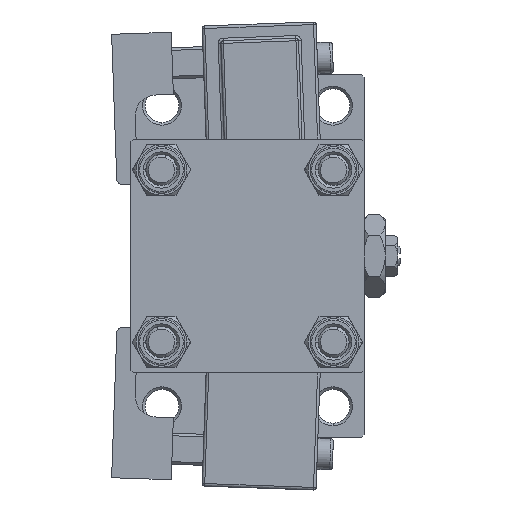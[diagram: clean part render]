
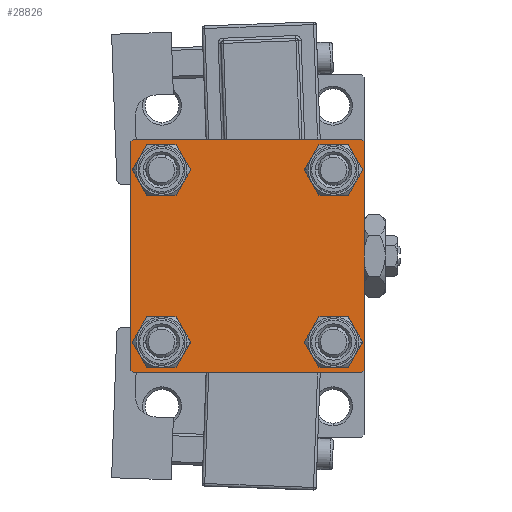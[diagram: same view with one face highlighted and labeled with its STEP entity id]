
A CAD part, left-side view. The second image highlights one B-rep face of the part: STEP entity #28826.
In plain terms, the highlighted planar face has unit normal (-1, 0, 0).
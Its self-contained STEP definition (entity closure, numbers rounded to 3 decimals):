
#362 = EDGE_CURVE ( 'NONE', #18412, #21911, #19760, .T. ) ;
#525 = DIRECTION ( 'NONE',  ( 0., 0., 1. ) ) ;
#1607 = EDGE_CURVE ( 'NONE', #26005, #11358, #32422, .T. ) ;
#2125 = DIRECTION ( 'NONE',  ( 0., -0.707, -0.707 ) ) ;
#3412 = VERTEX_POINT ( 'NONE', #51516 ) ;
#4283 = CARTESIAN_POINT ( 'NONE',  ( 0., -16.6, -16.6 ) ) ;
#4327 = DIRECTION ( 'NONE',  ( 0., 0., -1. ) ) ;
#4421 = DIRECTION ( 'NONE',  ( 1., 0., 0. ) ) ;
#4714 = EDGE_CURVE ( 'NONE', #38264, #19310, #43158, .T. ) ;
#5138 = CARTESIAN_POINT ( 'NONE',  ( 0., -22.5, 22. ) ) ;
#5153 = CARTESIAN_POINT ( 'NONE',  ( 0., 22.25, 22.25 ) ) ;
#5379 = VERTEX_POINT ( 'NONE', #46134 ) ;
#5422 = CARTESIAN_POINT ( 'NONE',  ( 0., 22.5, 22.5 ) ) ;
#6051 = AXIS2_PLACEMENT_3D ( 'NONE', #37268, #25199, #41546 ) ;
#6100 = AXIS2_PLACEMENT_3D ( 'NONE', #12072, #16099, #525 ) ;
#6612 = LINE ( 'NONE', #47068, #27187 ) ;
#6892 = LINE ( 'NONE', #21451, #52910 ) ;
#7273 = FACE_OUTER_BOUND ( 'NONE', #31661, .T. ) ;
#7647 = VECTOR ( 'NONE', #37951, 1000. ) ;
#7801 = CARTESIAN_POINT ( 'NONE',  ( 0., 0., 0. ) ) ;
#8334 = CARTESIAN_POINT ( 'NONE',  ( 0., -22.5, 22.5 ) ) ;
#8696 = EDGE_CURVE ( 'NONE', #19310, #5379, #25978, .T. ) ;
#8697 = EDGE_CURVE ( 'NONE', #47174, #50785, #30006, .T. ) ;
#10355 = CARTESIAN_POINT ( 'NONE',  ( 0., -16.6, 20.1 ) ) ;
#11278 = DIRECTION ( 'NONE',  ( 0., 0., 1. ) ) ;
#11358 = VERTEX_POINT ( 'NONE', #45924 ) ;
#11568 = DIRECTION ( 'NONE',  ( -1., 0., 0. ) ) ;
#12072 = CARTESIAN_POINT ( 'NONE',  ( 0., 16.6, 16.6 ) ) ;
#12090 = VERTEX_POINT ( 'NONE', #46819 ) ;
#13195 = AXIS2_PLACEMENT_3D ( 'NONE', #4283, #16877, #32950 ) ;
#13212 = DIRECTION ( 'NONE',  ( 0., 0., 1. ) ) ;
#13438 = CIRCLE ( 'NONE', #31402, 3.5 ) ;
#14179 = CARTESIAN_POINT ( 'NONE',  ( 0., -16.6, -13.1 ) ) ;
#14448 = VECTOR ( 'NONE', #42380, 1000. ) ;
#14944 = DIRECTION ( 'NONE',  ( 0., 0.707, 0.707 ) ) ;
#15304 = EDGE_CURVE ( 'NONE', #50785, #47174, #51895, .T. ) ;
#16099 = DIRECTION ( 'NONE',  ( 1., 0., 0. ) ) ;
#16112 = FACE_BOUND ( 'NONE', #20874, .T. ) ;
#16877 = DIRECTION ( 'NONE',  ( 1., 0., 0. ) ) ;
#17655 = CARTESIAN_POINT ( 'NONE',  ( 0., 22., 22.5 ) ) ;
#18412 = VERTEX_POINT ( 'NONE', #26987 ) ;
#18795 = EDGE_CURVE ( 'NONE', #32245, #12090, #13438, .T. ) ;
#18892 = CIRCLE ( 'NONE', #42834, 3.5 ) ;
#19310 = VERTEX_POINT ( 'NONE', #41021 ) ;
#19319 = DIRECTION ( 'NONE',  ( 0., 0., 1. ) ) ;
#19743 = AXIS2_PLACEMENT_3D ( 'NONE', #21953, #26763, #30520 ) ;
#19760 = LINE ( 'NONE', #40406, #31509 ) ;
#19930 = ORIENTED_EDGE ( 'NONE', *, *, #35132, .T. ) ;
#20340 = EDGE_CURVE ( 'NONE', #48879, #40195, #6612, .T. ) ;
#20579 = VECTOR ( 'NONE', #2125, 1000. ) ;
#20874 = EDGE_LOOP ( 'NONE', ( #50901, #28723 ) ) ;
#21028 = EDGE_LOOP ( 'NONE', ( #30955, #21369 ) ) ;
#21369 = ORIENTED_EDGE ( 'NONE', *, *, #15304, .T. ) ;
#21451 = CARTESIAN_POINT ( 'NONE',  ( 0., -22.25, 22.25 ) ) ;
#21487 = DIRECTION ( 'NONE',  ( 0., 0.707, -0.707 ) ) ;
#21702 = ORIENTED_EDGE ( 'NONE', *, *, #20340, .F. ) ;
#21852 = DIRECTION ( 'NONE',  ( 0., 0., 1. ) ) ;
#21911 = VERTEX_POINT ( 'NONE', #40752 ) ;
#21953 = CARTESIAN_POINT ( 'NONE',  ( 0., 16.6, -16.6 ) ) ;
#22245 = VECTOR ( 'NONE', #4327, 1000. ) ;
#22481 = CARTESIAN_POINT ( 'NONE',  ( 0., 22.25, -22.25 ) ) ;
#22532 = DIRECTION ( 'NONE',  ( 1., 0., 0. ) ) ;
#23329 = CARTESIAN_POINT ( 'NONE',  ( 0., -16.6, 16.6 ) ) ;
#24044 = DIRECTION ( 'NONE',  ( 0., -0.707, 0.707 ) ) ;
#24220 = VERTEX_POINT ( 'NONE', #5138 ) ;
#24394 = PLANE ( 'NONE',  #39410 ) ;
#24768 = CARTESIAN_POINT ( 'NONE',  ( 0., 16.6, -16.6 ) ) ;
#24890 = CIRCLE ( 'NONE', #6100, 3.5 ) ;
#24988 = DIRECTION ( 'NONE',  ( 1., 0., 0. ) ) ;
#25199 = DIRECTION ( 'NONE',  ( 1., 0., 0. ) ) ;
#25449 = EDGE_CURVE ( 'NONE', #11358, #26005, #18892, .T. ) ;
#25777 = ORIENTED_EDGE ( 'NONE', *, *, #51059, .T. ) ;
#25978 = LINE ( 'NONE', #22481, #20579 ) ;
#26005 = VERTEX_POINT ( 'NONE', #10355 ) ;
#26136 = DIRECTION ( 'NONE',  ( 1., 0., 0. ) ) ;
#26763 = DIRECTION ( 'NONE',  ( 1., 0., 0. ) ) ;
#26974 = EDGE_CURVE ( 'NONE', #3412, #52338, #24890, .T. ) ;
#26987 = CARTESIAN_POINT ( 'NONE',  ( 0., -22., -22.5 ) ) ;
#27187 = VECTOR ( 'NONE', #30995, 1000. ) ;
#28723 = ORIENTED_EDGE ( 'NONE', *, *, #26974, .T. ) ;
#28826 = ADVANCED_FACE ( 'NONE', ( #35961, #35690, #32452, #16112, #7273 ), #24394, .T. ) ;
#29323 = DIRECTION ( 'NONE',  ( 0., 0., 1. ) ) ;
#29519 = LINE ( 'NONE', #5153, #52599 ) ;
#30006 = CIRCLE ( 'NONE', #19743, 3.5 ) ;
#30520 = DIRECTION ( 'NONE',  ( 0., 0., 1. ) ) ;
#30955 = ORIENTED_EDGE ( 'NONE', *, *, #8697, .T. ) ;
#30995 = DIRECTION ( 'NONE',  ( 0., -1., 0. ) ) ;
#31402 = AXIS2_PLACEMENT_3D ( 'NONE', #50527, #26136, #21852 ) ;
#31456 = EDGE_LOOP ( 'NONE', ( #37289, #47342 ) ) ;
#31509 = VECTOR ( 'NONE', #24044, 1000. ) ;
#31542 = AXIS2_PLACEMENT_3D ( 'NONE', #41864, #24988, #13212 ) ;
#31661 = EDGE_LOOP ( 'NONE', ( #37091, #40826, #19930, #49081, #41907, #34615, #21702, #25777 ) ) ;
#31948 = LINE ( 'NONE', #8334, #22245 ) ;
#32245 = VERTEX_POINT ( 'NONE', #14179 ) ;
#32422 = CIRCLE ( 'NONE', #31542, 3.5 ) ;
#32452 = FACE_BOUND ( 'NONE', #21028, .T. ) ;
#32950 = DIRECTION ( 'NONE',  ( 0., 0., 1. ) ) ;
#34615 = ORIENTED_EDGE ( 'NONE', *, *, #34832, .T. ) ;
#34777 = CARTESIAN_POINT ( 'NONE',  ( 0., 22.5, 22. ) ) ;
#34832 = EDGE_CURVE ( 'NONE', #24220, #40195, #6892, .T. ) ;
#35132 = EDGE_CURVE ( 'NONE', #5379, #18412, #45692, .T. ) ;
#35690 = FACE_BOUND ( 'NONE', #40549, .T. ) ;
#35961 = FACE_BOUND ( 'NONE', #31456, .T. ) ;
#36811 = CARTESIAN_POINT ( 'NONE',  ( 0., 16.6, 20.1 ) ) ;
#37091 = ORIENTED_EDGE ( 'NONE', *, *, #4714, .T. ) ;
#37130 = CIRCLE ( 'NONE', #13195, 3.5 ) ;
#37268 = CARTESIAN_POINT ( 'NONE',  ( 0., 16.6, 16.6 ) ) ;
#37289 = ORIENTED_EDGE ( 'NONE', *, *, #1607, .T. ) ;
#37681 = CARTESIAN_POINT ( 'NONE',  ( 0., 22.5, -22.5 ) ) ;
#37951 = DIRECTION ( 'NONE',  ( 0., -1., 0. ) ) ;
#37957 = EDGE_CURVE ( 'NONE', #52338, #3412, #47110, .T. ) ;
#38264 = VERTEX_POINT ( 'NONE', #34777 ) ;
#39410 = AXIS2_PLACEMENT_3D ( 'NONE', #7801, #11568, #19319 ) ;
#39975 = EDGE_CURVE ( 'NONE', #24220, #21911, #31948, .T. ) ;
#40195 = VERTEX_POINT ( 'NONE', #43922 ) ;
#40406 = CARTESIAN_POINT ( 'NONE',  ( 0., -22.25, -22.25 ) ) ;
#40549 = EDGE_LOOP ( 'NONE', ( #45099, #49930 ) ) ;
#40752 = CARTESIAN_POINT ( 'NONE',  ( 0., -22.5, -22. ) ) ;
#40788 = CARTESIAN_POINT ( 'NONE',  ( 0., 16.6, -20.1 ) ) ;
#40826 = ORIENTED_EDGE ( 'NONE', *, *, #8696, .T. ) ;
#41021 = CARTESIAN_POINT ( 'NONE',  ( 0., 22.5, -22. ) ) ;
#41546 = DIRECTION ( 'NONE',  ( 0., 0., 1. ) ) ;
#41864 = CARTESIAN_POINT ( 'NONE',  ( 0., -16.6, 16.6 ) ) ;
#41907 = ORIENTED_EDGE ( 'NONE', *, *, #39975, .F. ) ;
#42380 = DIRECTION ( 'NONE',  ( 0., 0., -1. ) ) ;
#42618 = CARTESIAN_POINT ( 'NONE',  ( 0., 16.6, -13.1 ) ) ;
#42834 = AXIS2_PLACEMENT_3D ( 'NONE', #23329, #22532, #11278 ) ;
#43158 = LINE ( 'NONE', #5422, #14448 ) ;
#43922 = CARTESIAN_POINT ( 'NONE',  ( 0., -22., 22.5 ) ) ;
#45099 = ORIENTED_EDGE ( 'NONE', *, *, #18795, .T. ) ;
#45692 = LINE ( 'NONE', #37681, #7647 ) ;
#45924 = CARTESIAN_POINT ( 'NONE',  ( 0., -16.6, 13.1 ) ) ;
#46134 = CARTESIAN_POINT ( 'NONE',  ( 0., 22., -22.5 ) ) ;
#46819 = CARTESIAN_POINT ( 'NONE',  ( 0., -16.6, -20.1 ) ) ;
#47068 = CARTESIAN_POINT ( 'NONE',  ( 0., 22.5, 22.5 ) ) ;
#47110 = CIRCLE ( 'NONE', #6051, 3.5 ) ;
#47174 = VERTEX_POINT ( 'NONE', #42618 ) ;
#47342 = ORIENTED_EDGE ( 'NONE', *, *, #25449, .T. ) ;
#48879 = VERTEX_POINT ( 'NONE', #17655 ) ;
#49081 = ORIENTED_EDGE ( 'NONE', *, *, #362, .T. ) ;
#49930 = ORIENTED_EDGE ( 'NONE', *, *, #51338, .T. ) ;
#50527 = CARTESIAN_POINT ( 'NONE',  ( 0., -16.6, -16.6 ) ) ;
#50785 = VERTEX_POINT ( 'NONE', #40788 ) ;
#50901 = ORIENTED_EDGE ( 'NONE', *, *, #37957, .T. ) ;
#51059 = EDGE_CURVE ( 'NONE', #48879, #38264, #29519, .T. ) ;
#51338 = EDGE_CURVE ( 'NONE', #12090, #32245, #37130, .T. ) ;
#51516 = CARTESIAN_POINT ( 'NONE',  ( 0., 16.6, 13.1 ) ) ;
#51895 = CIRCLE ( 'NONE', #52729, 3.5 ) ;
#52338 = VERTEX_POINT ( 'NONE', #36811 ) ;
#52599 = VECTOR ( 'NONE', #21487, 1000. ) ;
#52729 = AXIS2_PLACEMENT_3D ( 'NONE', #24768, #4421, #29323 ) ;
#52910 = VECTOR ( 'NONE', #14944, 1000. ) ;
